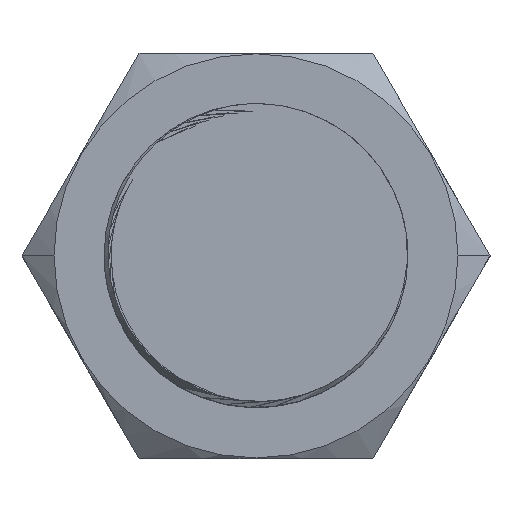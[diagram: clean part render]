
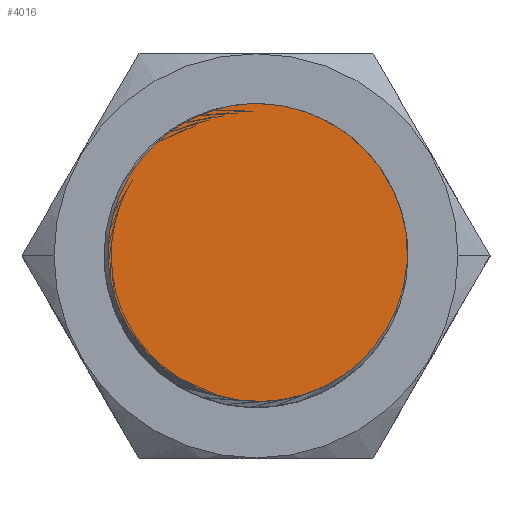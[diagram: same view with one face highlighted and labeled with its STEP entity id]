
A CAD part, top view. The second image highlights one B-rep face of the part: STEP entity #4016.
In plain terms, the highlighted planar face has unit normal (0, 0, 1).
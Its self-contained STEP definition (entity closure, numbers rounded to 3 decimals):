
#147 = VERTEX_POINT ( 'NONE', #4809 ) ;
#233 = CARTESIAN_POINT ( 'NONE',  ( 3.025, -3.207, 14. ) ) ;
#243 = CARTESIAN_POINT ( 'NONE',  ( -3.625, -2.425, 14. ) ) ;
#254 = CARTESIAN_POINT ( 'NONE',  ( 0.219, -4.344, 14. ) ) ;
#265 = CARTESIAN_POINT ( 'NONE',  ( -3.308, -2.829, 14. ) ) ;
#471 = B_SPLINE_CURVE_WITH_KNOTS ( 'NONE', 3,
 ( #4638, #3442, #2647, #1050, #4233, #2280, #3845, #1824, #3077, #2229, #3006, #233, #3457, #4250, #2631, #3404, #1835, #254, #645, #3830, #660, #1457 ),
 .UNSPECIFIED., .F., .F.,
 ( 4, 2, 2, 2, 2, 2, 2, 2, 2, 2, 4 ),
 ( 0., 0.001, 0.002, 0.002, 0.003, 0.004, 0.005, 0.006, 0.007, 0.008, 0.009 ),
 .UNSPECIFIED. ) ;
#592 = CARTESIAN_POINT ( 'NONE',  ( 0., 4.5, 14. ) ) ;
#602 = CARTESIAN_POINT ( 'NONE',  ( -1.941, 4.029, 14. ) ) ;
#617 = CARTESIAN_POINT ( 'NONE',  ( -1.001, 4.377, 14. ) ) ;
#626 = ORIENTED_EDGE ( 'NONE', *, *, #2927, .F. ) ;
#638 = CARTESIAN_POINT ( 'NONE',  ( -4.343, 0.692, 14. ) ) ;
#645 = CARTESIAN_POINT ( 'NONE',  ( -0.167, -4.339, 14. ) ) ;
#654 = CARTESIAN_POINT ( 'NONE',  ( -4.175, 1.426, 14. ) ) ;
#660 = CARTESIAN_POINT ( 'NONE',  ( -1.302, -4.114, 14. ) ) ;
#711 = DIRECTION ( 'NONE',  ( 1., 0., 0. ) ) ;
#843 = PLANE ( 'NONE',  #2704 ) ;
#1038 = CARTESIAN_POINT ( 'NONE',  ( 0., 4.5, 14. ) ) ;
#1050 = CARTESIAN_POINT ( 'NONE',  ( 4.415, -0.727, 14. ) ) ;
#1055 = CARTESIAN_POINT ( 'NONE',  ( -3.478, 2.756, 14. ) ) ;
#1415 = CARTESIAN_POINT ( 'NONE',  ( -3.98, -1.764, 14. ) ) ;
#1457 = CARTESIAN_POINT ( 'NONE',  ( -1.657, -3.955, 14. ) ) ;
#1744 = CARTESIAN_POINT ( 'NONE',  ( -2.128, -3.768, 14. ) ) ;
#1772 = CARTESIAN_POINT ( 'NONE',  ( -3.627, 2.55, 14. ) ) ;
#1780 = CARTESIAN_POINT ( 'NONE',  ( -4.08, -1.533, 14. ) ) ;
#1824 = CARTESIAN_POINT ( 'NONE',  ( 3.98, -2.004, 14. ) ) ;
#1828 = CARTESIAN_POINT ( 'NONE',  ( -3.993, 1.896, 14. ) ) ;
#1835 = CARTESIAN_POINT ( 'NONE',  ( 0.982, -4.256, 14. ) ) ;
#2019 = CARTESIAN_POINT ( 'NONE',  ( 0., 0., 14. ) ) ;
#2124 = CARTESIAN_POINT ( 'NONE',  ( -1.657, -3.955, 14. ) ) ;
#2167 = CARTESIAN_POINT ( 'NONE',  ( -4.245, 1.182, 14. ) ) ;
#2180 = FACE_OUTER_BOUND ( 'NONE', #3128, .T. ) ;
#2219 = CARTESIAN_POINT ( 'NONE',  ( -2.563, -3.497, 14. ) ) ;
#2229 = CARTESIAN_POINT ( 'NONE',  ( 3.427, -2.793, 14. ) ) ;
#2280 = CARTESIAN_POINT ( 'NONE',  ( 4.272, -1.286, 14. ) ) ;
#2386 = EDGE_CURVE ( 'NONE', #147, #2878, #471, .T. ) ;
#2520 = ORIENTED_EDGE ( 'NONE', *, *, #2386, .F. ) ;
#2602 = CARTESIAN_POINT ( 'NONE',  ( -1.245, 4.309, 14. ) ) ;
#2621 = CARTESIAN_POINT ( 'NONE',  ( -3.15, 3.139, 14. ) ) ;
#2625 = CARTESIAN_POINT ( 'NONE',  ( 0., 0., 14. ) ) ;
#2631 = CARTESIAN_POINT ( 'NONE',  ( 2.083, -3.87, 14. ) ) ;
#2639 = CARTESIAN_POINT ( 'NONE',  ( -4.296, -0.809, 14. ) ) ;
#2647 = CARTESIAN_POINT ( 'NONE',  ( 4.497, -0.156, 14. ) ) ;
#2704 = AXIS2_PLACEMENT_3D ( 'NONE', #2019, #4899, #2963 ) ;
#2878 = VERTEX_POINT ( 'NONE', #4150 ) ;
#2927 = EDGE_CURVE ( 'NONE', #2878, #2947, #3775, .T. ) ;
#2947 = VERTEX_POINT ( 'NONE', #1038 ) ;
#2963 = DIRECTION ( 'NONE',  ( 1., 0., 0. ) ) ;
#2996 = CARTESIAN_POINT ( 'NONE',  ( -3.883, 2.121, 14. ) ) ;
#3006 = CARTESIAN_POINT ( 'NONE',  ( 3.3, -2.936, 14. ) ) ;
#3016 = CARTESIAN_POINT ( 'NONE',  ( -2.377, 3.778, 14. ) ) ;
#3047 = CARTESIAN_POINT ( 'NONE',  ( -4.369, -0.314, 14. ) ) ;
#3077 = CARTESIAN_POINT ( 'NONE',  ( 3.781, -2.341, 14. ) ) ;
#3128 = EDGE_LOOP ( 'NONE', ( #2520, #4705, #626 ) ) ;
#3191 = CIRCLE ( 'NONE', #4248, 4.5 ) ;
#3404 = CARTESIAN_POINT ( 'NONE',  ( 1.362, -4.16, 14. ) ) ;
#3442 = CARTESIAN_POINT ( 'NONE',  ( 4.502, 0.235, 14. ) ) ;
#3450 = CARTESIAN_POINT ( 'NONE',  ( -4.239, -1.053, 14. ) ) ;
#3457 = CARTESIAN_POINT ( 'NONE',  ( 2.877, -3.335, 14. ) ) ;
#3775 = B_SPLINE_CURVE_WITH_KNOTS ( 'NONE', 3,
 ( #2124, #1744, #2219, #265, #243, #1415, #1780, #3450, #2639, #3047, #4186, #4587, #638, #2167, #654, #1828, #2996, #1772, #1055, #2621, #4225, #3822, #3016, #602, #4976, #2602, #617, #4598, #4627, #592 ),
 .UNSPECIFIED., .F., .F.,
 ( 4, 2, 2, 2, 2, 2, 2, 2, 2, 2, 2, 2, 2, 2, 4 ),
 ( 0., 0.002, 0.003, 0.004, 0.005, 0.005, 0.006, 0.007, 0.008, 0.008, 0.009, 0.01, 0.011, 0.011, 0.012 ),
 .UNSPECIFIED. ) ;
#3822 = CARTESIAN_POINT ( 'NONE',  ( -2.586, 3.633, 14. ) ) ;
#3830 = CARTESIAN_POINT ( 'NONE',  ( -0.933, -4.222, 14. ) ) ;
#3845 = CARTESIAN_POINT ( 'NONE',  ( 4.208, -1.469, 14. ) ) ;
#3856 = DIRECTION ( 'NONE',  ( 0., 0., 1. ) ) ;
#4016 = ADVANCED_FACE ( 'NONE', ( #2180 ), #843, .T. ) ;
#4150 = CARTESIAN_POINT ( 'NONE',  ( -1.657, -3.955, 14. ) ) ;
#4186 = CARTESIAN_POINT ( 'NONE',  ( -4.385, -0.062, 14. ) ) ;
#4225 = CARTESIAN_POINT ( 'NONE',  ( -2.971, 3.314, 14. ) ) ;
#4233 = CARTESIAN_POINT ( 'NONE',  ( 4.376, -0.915, 14. ) ) ;
#4248 = AXIS2_PLACEMENT_3D ( 'NONE', #2625, #3856, #711 ) ;
#4250 = CARTESIAN_POINT ( 'NONE',  ( 2.417, -3.682, 14. ) ) ;
#4474 = EDGE_CURVE ( 'NONE', #147, #2947, #3191, .T. ) ;
#4587 = CARTESIAN_POINT ( 'NONE',  ( -4.371, 0.443, 14. ) ) ;
#4598 = CARTESIAN_POINT ( 'NONE',  ( -0.504, 4.47, 14. ) ) ;
#4627 = CARTESIAN_POINT ( 'NONE',  ( -0.253, 4.496, 14. ) ) ;
#4638 = CARTESIAN_POINT ( 'NONE',  ( 4.457, 0.621, 14. ) ) ;
#4705 = ORIENTED_EDGE ( 'NONE', *, *, #4474, .T. ) ;
#4809 = CARTESIAN_POINT ( 'NONE',  ( 4.457, 0.621, 14. ) ) ;
#4899 = DIRECTION ( 'NONE',  ( 0., 0., 1. ) ) ;
#4976 = CARTESIAN_POINT ( 'NONE',  ( -1.714, 4.136, 14. ) ) ;
